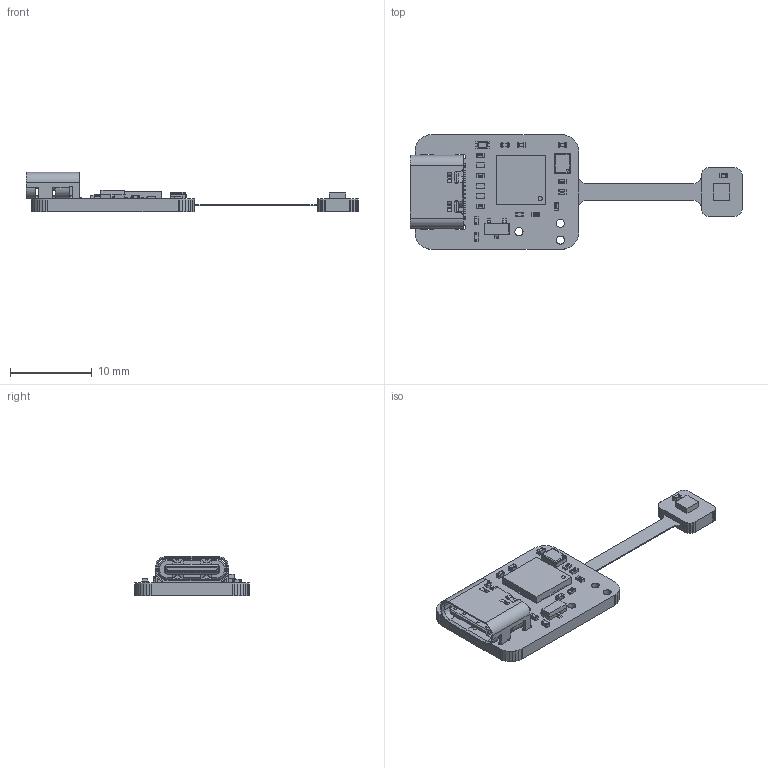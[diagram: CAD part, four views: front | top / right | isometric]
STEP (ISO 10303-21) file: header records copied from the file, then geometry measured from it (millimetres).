
FILE_DESCRIPTION(('Open CASCADE Model'),'2;1');
FILE_NAME('Open CASCADE Shape Model','2024-03-29T15:15:03',('Author'),( 'Open CASCADE'),'Open CASCADE STEP processor 7.5','Open CASCADE 7.5' ,'Unknown');
FILE_SCHEMA(('AUTOMOTIVE_DESIGN { 1 0 10303 214 1 1 1 1 }'));
Length unit declared in the file: millimetre
Products named in the file (47): PCB; Board; Open CASCADE STEP translator 7.5 1.1.1; Open CASCADE STEP translator 7.5 1.1.2; Open CASCADE STEP translator 7.5 1.1.3; R2; Resistor 0402; User Library-R SMD 0402_0402 BODY; User Library-R SMD 0402_0402 PAD; User Library-R SMD 0402_0402 OPIS; D1; LED 0603; User Library-LED_0603_WS_Pocket002; User Library-LED_0603_WS_Pad004; User Library-LED_0603_WS_Fillet; User Library-LED_0603_WS_Pocket001; User Library-LED_0603_WS_Pad; C7; Capacitor 0402; C1; C2; C3; C4; C5; C6; D2; 6300254128; Extruded; D3; D4; J2; Molex 217179-0001; R1; R4; R5; R6; R7; U1; QFN-28; U2 ...
Assembly tree (61 placements, depth 4):
  PCB
    Board
      Open CASCADE STEP translator 7.5 1.1.1
      Open CASCADE STEP translator 7.5 1.1.2
      Open CASCADE STEP translator 7.5 1.1.3
    R2
      Resistor 0402
        User Library-R SMD 0402_0402 BODY
        User Library-R SMD 0402_0402 PAD  x2
        User Library-R SMD 0402_0402 OPIS
    D1
      LED 0603
        User Library-LED_0603_WS_Pocket002
        User Library-LED_0603_WS_Pad004
        User Library-LED_0603_WS_Fillet
        User Library-LED_0603_WS_Pocket001
        User Library-LED_0603_WS_Pad
    C7
      Capacitor 0402
    C1
      Capacitor 0402
    C2
      Capacitor 0402
    C3
      Capacitor 0402
    C4
      Capacitor 0402
    C5
      Capacitor 0402
    C6
      Capacitor 0402
    D2
      6300254128
        Extruded
    D3
      6300254128
        Extruded
    D4
      6300254128
        Extruded
    J2
      Molex 217179-0001
    R1
      Resistor 0402
        User Library-R SMD 0402_0402 BODY
        User Library-R SMD 0402_0402 PAD  x2
        User Library-R SMD 0402_0402 OPIS
    R4
      Resistor 0402
        User Library-R SMD 0402_0402 BODY
        User Library-R SMD 0402_0402 PAD  x2
        User Library-R SMD 0402_0402 OPIS
    R5
      Resistor 0402
        User Library-R SMD 0402_0402 BODY
        User Library-R SMD 0402_0402 PAD  x2
        User Library-R SMD 0402_0402 OPIS
    R6
      Resistor 0402
        User Library-R SMD 0402_0402 BODY
Bounding box: 40.62 x 14 x 4.8 mm (x, y, z)
Volume: 613.7 mm3; surface area: 1518.3 mm2
Topology: 73 solids, 81 shells, 2374 faces, 6020 edges, 3721 vertices
Faces by surface type: plane 1435, cylinder 487, bspline 319, sphere 116, cone 13, torus 4
Full cylindrical faces by diameter (mm): 0.99 x3
Entity records: 49939 total; most frequent: CARTESIAN_POINT 10151, ORIENTED_EDGE 7270, DIRECTION 6774, EDGE_CURVE 3636, LINE 2854, VECTOR 2854, VERTEX_POINT 2353, AXIS2_PLACEMENT_3D 1960
